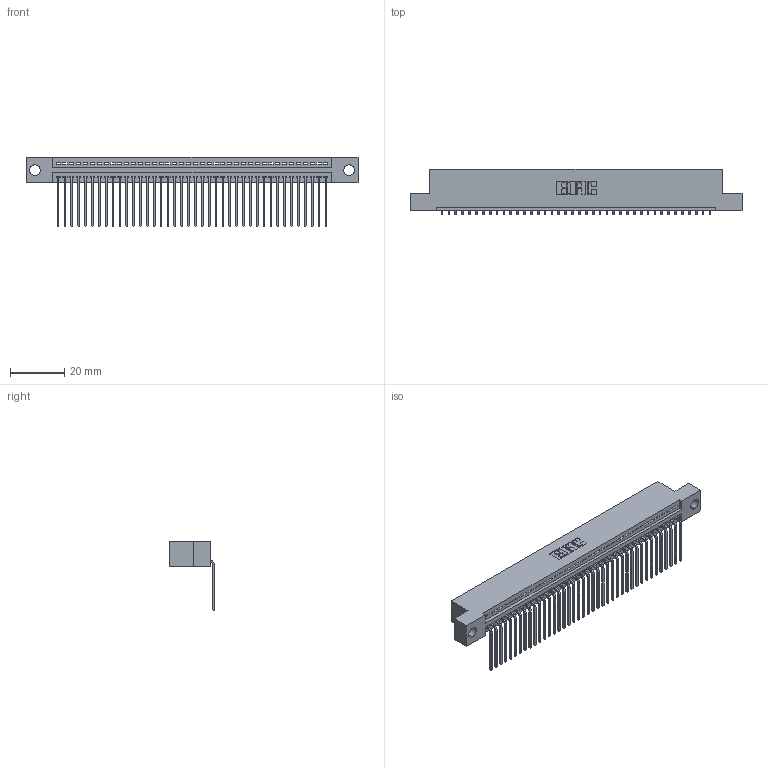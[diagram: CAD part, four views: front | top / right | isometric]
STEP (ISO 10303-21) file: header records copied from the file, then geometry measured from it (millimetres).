
FILE_DESCRIPTION (( 'STEP AP203' ), '1' );
FILE_NAME ('395-040-559-104.STEP', '2019-10-22T06:05:48', ( '' ), ( '' ), 'SwSTEP 2.0', 'SolidWorks 2016', '' );
FILE_SCHEMA (( 'CONFIG_CONTROL_DESIGN' ));
Length unit declared in the file: inch
Products named in the file (3): 395-040-559-104; 345 Part_Flush Mounting Lugs - 0.156 Dia-TH; 345-292-001_558 559 Tail - 1
Assembly tree (41 placements, depth 2):
  395-040-559-104
    345 Part_Flush Mounting Lugs - 0.156 Dia-TH
    345-292-001_558 559 Tail - 1  x40
Bounding box: 122.81 x 16.75 x 25.53 mm (x, y, z)
Volume: 11693.6 mm3; surface area: 16104.4 mm2
Topology: 41 solids, 41 shells, 2526 faces, 7621 edges, 5026 vertices
Faces by surface type: plane 1760, cylinder 766
Entity records: 30461 total; most frequent: CARTESIAN_POINT 5284, ORIENTED_EDGE 5258, DIRECTION 4617, EDGE_CURVE 2629, VECTOR 2337, LINE 2337, VERTEX_POINT 1750, AXIS2_PLACEMENT_3D 1140
